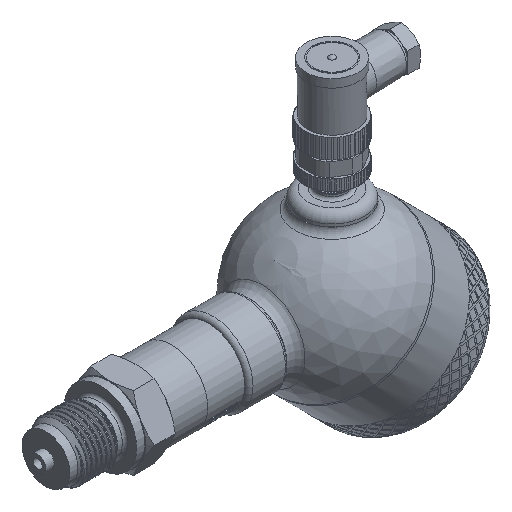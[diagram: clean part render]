
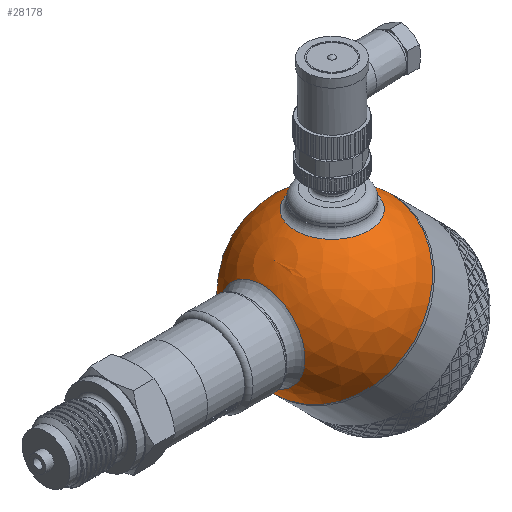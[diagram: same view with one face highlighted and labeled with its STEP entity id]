
A CAD part, isometric view. The second image highlights one B-rep face of the part: STEP entity #28178.
In plain terms, the highlighted spherical face has radius 30 mm.
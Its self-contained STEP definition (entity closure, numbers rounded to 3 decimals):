
#45=SPHERICAL_SURFACE('',#29893,30.);
#126=FACE_BOUND('',#3764,.T.);
#127=FACE_BOUND('',#3765,.T.);
#1965=FACE_OUTER_BOUND('',#3763,.T.);
#3763=EDGE_LOOP('',(#20072,#20073,#20074,#20075));
#3764=EDGE_LOOP('',(#20076));
#3765=EDGE_LOOP('',(#20077));
#5473=CIRCLE('',#29816,30.);
#5474=CIRCLE('',#29817,30.);
#5501=CIRCLE('',#29889,13.5);
#5504=CIRCLE('',#29894,30.);
#5505=CIRCLE('',#29895,15.643);
#10949=VERTEX_POINT('',#40337);
#10950=VERTEX_POINT('',#40339);
#11425=VERTEX_POINT('',#46401);
#11427=VERTEX_POINT('',#46408);
#11428=VERTEX_POINT('',#46410);
#13982=EDGE_CURVE('',#10949,#10950,#5473,.T.);
#13983=EDGE_CURVE('',#10950,#10949,#5474,.T.);
#14698=EDGE_CURVE('',#11425,#11425,#5501,.T.);
#14701=EDGE_CURVE('',#10950,#11427,#5504,.T.);
#14702=EDGE_CURVE('',#11428,#11428,#5505,.T.);
#20072=ORIENTED_EDGE('',*,*,#13983,.F.);
#20073=ORIENTED_EDGE('',*,*,#14701,.T.);
#20074=ORIENTED_EDGE('',*,*,#14701,.F.);
#20075=ORIENTED_EDGE('',*,*,#13982,.F.);
#20076=ORIENTED_EDGE('',*,*,#14702,.F.);
#20077=ORIENTED_EDGE('',*,*,#14698,.F.);
#28178=ADVANCED_FACE('',(#1965,#126,#127),#45,.T.);
#29816=AXIS2_PLACEMENT_3D('',#40340,#31639,#31640);
#29817=AXIS2_PLACEMENT_3D('',#40341,#31641,#31642);
#29889=AXIS2_PLACEMENT_3D('',#46402,#32037,#32038);
#29893=AXIS2_PLACEMENT_3D('',#46407,#32045,#32046);
#29894=AXIS2_PLACEMENT_3D('',#46409,#32047,#32048);
#29895=AXIS2_PLACEMENT_3D('',#46411,#32049,#32050);
#31639=DIRECTION('center_axis',(1.,0.,0.));
#31640=DIRECTION('ref_axis',(0.,1.,0.));
#31641=DIRECTION('center_axis',(1.,0.,0.));
#31642=DIRECTION('ref_axis',(0.,1.,0.));
#32037=DIRECTION('center_axis',(-0.707,0.,-0.707));
#32038=DIRECTION('ref_axis',(-0.707,0.,0.707));
#32045=DIRECTION('center_axis',(1.,0.,0.));
#32046=DIRECTION('ref_axis',(0.,-1.,0.));
#32047=DIRECTION('center_axis',(0.,0.,1.));
#32048=DIRECTION('ref_axis',(0.,1.,0.));
#32049=DIRECTION('center_axis',(-0.707,0.,0.707));
#32050=DIRECTION('ref_axis',(0.707,0.,0.707));
#40337=CARTESIAN_POINT('',(0.,-30.,0.));
#40339=CARTESIAN_POINT('',(0.,30.,0.));
#40340=CARTESIAN_POINT('Origin',(0.,0.,0.));
#40341=CARTESIAN_POINT('Origin',(0.,0.,0.));
#46401=CARTESIAN_POINT('',(-9.398,0.,-28.49));
#46402=CARTESIAN_POINT('Origin',(-18.944,0.,-18.944));
#46407=CARTESIAN_POINT('Origin',(0.,0.,0.));
#46408=CARTESIAN_POINT('',(-30.,0.,0.));
#46409=CARTESIAN_POINT('Origin',(0.,0.,0.));
#46410=CARTESIAN_POINT('',(-29.162,0.,7.04));
#46411=CARTESIAN_POINT('Origin',(-18.101,0.,18.101));
